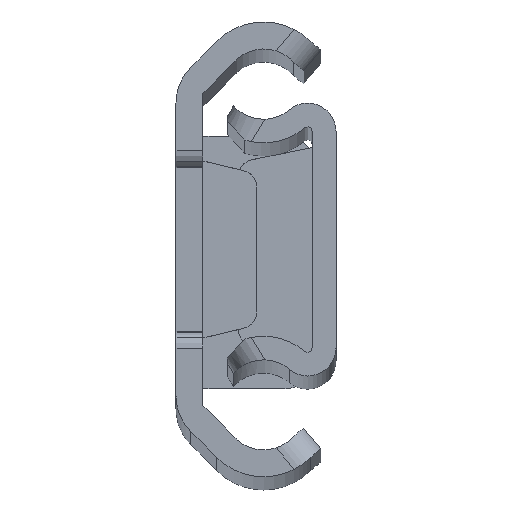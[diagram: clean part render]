
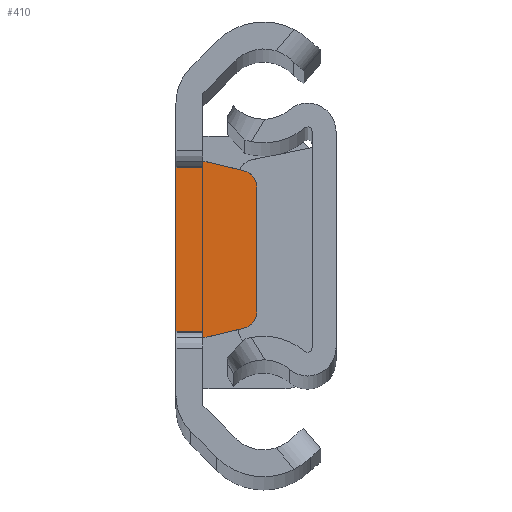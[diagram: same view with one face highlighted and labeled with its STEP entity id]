
A CAD part, top view. The second image highlights one B-rep face of the part: STEP entity #410.
In plain terms, the highlighted planar face has unit normal (0, 0, 1).
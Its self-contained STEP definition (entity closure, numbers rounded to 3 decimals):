
#148 = ORIENTED_EDGE ( 'NONE', *, *, #770, .T. ) ;
#196 = CARTESIAN_POINT ( 'NONE',  ( 4.028, -4.681, -2.4 ) ) ;
#197 = LINE ( 'NONE', #4113, #264 ) ;
#234 = CARTESIAN_POINT ( 'NONE',  ( 1.6, -5.25, -2.4 ) ) ;
#235 = CARTESIAN_POINT ( 'NONE',  ( 4.8, -3.707, -2.4 ) ) ;
#264 = VECTOR ( 'NONE', #4415, 1000. ) ;
#324 = CARTESIAN_POINT ( 'NONE',  ( 3.8, 3.707, -2.4 ) ) ;
#371 = CARTESIAN_POINT ( 'NONE',  ( 0., 5.25, -2.4 ) ) ;
#396 = VECTOR ( 'NONE', #908, 1000. ) ;
#410 = ADVANCED_FACE ( 'NONE', ( #3158 ), #4558, .F. ) ;
#483 = CIRCLE ( 'NONE', #1230, 1. ) ;
#496 = EDGE_LOOP ( 'NONE', ( #2408, #1156, #3584, #2816, #818, #3964, #3664, #148 ) ) ;
#570 = CARTESIAN_POINT ( 'NONE',  ( 0., -5.25, -2.4 ) ) ;
#578 = VECTOR ( 'NONE', #4287, 1000. ) ;
#648 = CARTESIAN_POINT ( 'NONE',  ( 4.8, 0., -2.4 ) ) ;
#649 = DIRECTION ( 'NONE',  ( 1., 0., 0. ) ) ;
#690 = VECTOR ( 'NONE', #649, 1000. ) ;
#770 = EDGE_CURVE ( 'NONE', #3518, #825, #1962, .T. ) ;
#818 = ORIENTED_EDGE ( 'NONE', *, *, #2994, .T. ) ;
#825 = VERTEX_POINT ( 'NONE', #234 ) ;
#858 = VERTEX_POINT ( 'NONE', #960 ) ;
#908 = DIRECTION ( 'NONE',  ( 1., 0., 0. ) ) ;
#960 = CARTESIAN_POINT ( 'NONE',  ( 4.028, 4.681, -2.4 ) ) ;
#982 = EDGE_CURVE ( 'NONE', #2031, #3464, #1571, .T. ) ;
#999 = LINE ( 'NONE', #648, #2361 ) ;
#1066 = DIRECTION ( 'NONE',  ( 0., 0., 1. ) ) ;
#1099 = CARTESIAN_POINT ( 'NONE',  ( 1.6, -5.25, -2.4 ) ) ;
#1156 = ORIENTED_EDGE ( 'NONE', *, *, #982, .T. ) ;
#1211 = DIRECTION ( 'NONE',  ( 0., 0., 1. ) ) ;
#1230 = AXIS2_PLACEMENT_3D ( 'NONE', #324, #1211, #2645 ) ;
#1322 = DIRECTION ( 'NONE',  ( 0., 0., -1. ) ) ;
#1338 = EDGE_CURVE ( 'NONE', #3464, #3710, #999, .T. ) ;
#1349 = CARTESIAN_POINT ( 'NONE',  ( -0.001, 5.25, -2.4 ) ) ;
#1571 = CIRCLE ( 'NONE', #3820, 1. ) ;
#1623 = VERTEX_POINT ( 'NONE', #3018 ) ;
#1701 = CARTESIAN_POINT ( 'NONE',  ( -0.001, 5.25, -2.4 ) ) ;
#1761 = CARTESIAN_POINT ( 'NONE',  ( 0., 5.25, -2.4 ) ) ;
#1776 = CARTESIAN_POINT ( 'NONE',  ( 4.8, 3.707, -2.4 ) ) ;
#1962 = LINE ( 'NONE', #4118, #396 ) ;
#2031 = VERTEX_POINT ( 'NONE', #196 ) ;
#2181 = LINE ( 'NONE', #371, #578 ) ;
#2361 = VECTOR ( 'NONE', #3515, 1000. ) ;
#2408 = ORIENTED_EDGE ( 'NONE', *, *, #4494, .T. ) ;
#2452 = LINE ( 'NONE', #1349, #690 ) ;
#2475 = EDGE_CURVE ( 'NONE', #4443, #1623, #2452, .T. ) ;
#2645 = DIRECTION ( 'NONE',  ( -1., 0., 0. ) ) ;
#2816 = ORIENTED_EDGE ( 'NONE', *, *, #3770, .T. ) ;
#2994 = EDGE_CURVE ( 'NONE', #858, #1623, #197, .T. ) ;
#3018 = CARTESIAN_POINT ( 'NONE',  ( 1.6, 5.25, -2.4 ) ) ;
#3158 = FACE_OUTER_BOUND ( 'NONE', #496, .T. ) ;
#3218 = EDGE_CURVE ( 'NONE', #3518, #4443, #2181, .T. ) ;
#3233 = DIRECTION ( 'NONE',  ( -1., 0., 0. ) ) ;
#3464 = VERTEX_POINT ( 'NONE', #235 ) ;
#3515 = DIRECTION ( 'NONE',  ( 0., 1., 0. ) ) ;
#3518 = VERTEX_POINT ( 'NONE', #570 ) ;
#3584 = ORIENTED_EDGE ( 'NONE', *, *, #1338, .T. ) ;
#3624 = CARTESIAN_POINT ( 'NONE',  ( 3.8, -3.707, -2.4 ) ) ;
#3664 = ORIENTED_EDGE ( 'NONE', *, *, #3218, .F. ) ;
#3710 = VERTEX_POINT ( 'NONE', #1776 ) ;
#3770 = EDGE_CURVE ( 'NONE', #3710, #858, #483, .T. ) ;
#3820 = AXIS2_PLACEMENT_3D ( 'NONE', #3624, #1066, #3233 ) ;
#3823 = VECTOR ( 'NONE', #4248, 1000. ) ;
#3964 = ORIENTED_EDGE ( 'NONE', *, *, #2475, .F. ) ;
#4113 = CARTESIAN_POINT ( 'NONE',  ( 1.6, 5.25, -2.4 ) ) ;
#4118 = CARTESIAN_POINT ( 'NONE',  ( -0.001, -5.25, -2.4 ) ) ;
#4124 = AXIS2_PLACEMENT_3D ( 'NONE', #1701, #1322, #4583 ) ;
#4248 = DIRECTION ( 'NONE',  ( 0.974, 0.228, 0. ) ) ;
#4287 = DIRECTION ( 'NONE',  ( 0., 1., 0. ) ) ;
#4415 = DIRECTION ( 'NONE',  ( -0.974, 0.228, 0. ) ) ;
#4443 = VERTEX_POINT ( 'NONE', #1761 ) ;
#4494 = EDGE_CURVE ( 'NONE', #825, #2031, #4600, .T. ) ;
#4558 = PLANE ( 'NONE',  #4124 ) ;
#4583 = DIRECTION ( 'NONE',  ( -1., 0., 0. ) ) ;
#4600 = LINE ( 'NONE', #1099, #3823 ) ;
